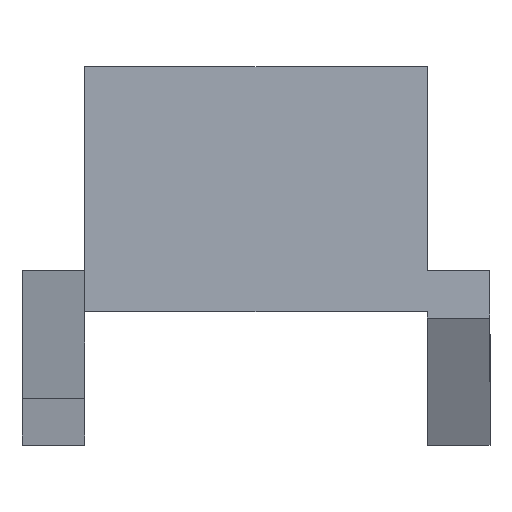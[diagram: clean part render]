
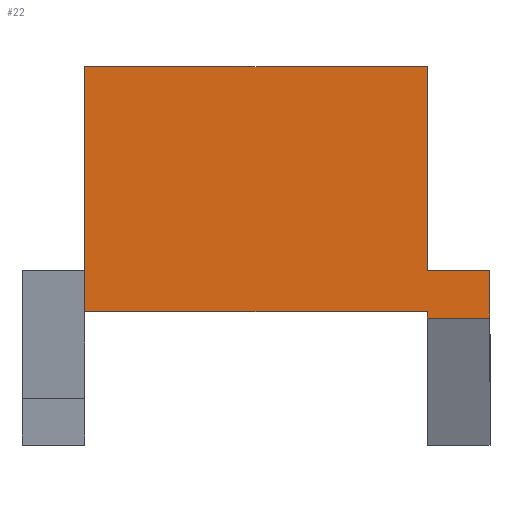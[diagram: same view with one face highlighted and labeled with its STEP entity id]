
A CAD part, left-side view. The second image highlights one B-rep face of the part: STEP entity #22.
In plain terms, the highlighted planar face has unit normal (-1, 0, 0).
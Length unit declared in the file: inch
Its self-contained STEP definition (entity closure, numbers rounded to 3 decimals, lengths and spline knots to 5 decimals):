
#22 = ADVANCED_FACE ( 'NONE', ( #50 ), #360, .T. ) ;
#50 = FACE_OUTER_BOUND ( 'NONE', #612, .T. ) ;
#61 = ORIENTED_EDGE ( 'NONE', *, *, #651, .T. ) ;
#66 = ORIENTED_EDGE ( 'NONE', *, *, #690, .F. ) ;
#67 = ORIENTED_EDGE ( 'NONE', *, *, #674, .F. ) ;
#74 = ORIENTED_EDGE ( 'NONE', *, *, #740, .F. ) ;
#84 = ORIENTED_EDGE ( 'NONE', *, *, #653, .T. ) ;
#88 = ORIENTED_EDGE ( 'NONE', *, *, #686, .F. ) ;
#93 = ORIENTED_EDGE ( 'NONE', *, *, #687, .T. ) ;
#181 = ORIENTED_EDGE ( 'NONE', *, *, #703, .T. ) ;
#214 = LINE ( 'NONE', #555, #215 ) ;
#215 = VECTOR ( 'NONE', #556, 39.37008 ) ;
#255 = VERTEX_POINT ( 'NONE', #384 ) ;
#256 = VERTEX_POINT ( 'NONE', #380 ) ;
#257 = VERTEX_POINT ( 'NONE', #385 ) ;
#258 = VERTEX_POINT ( 'NONE', #386 ) ;
#259 = VERTEX_POINT ( 'NONE', #387 ) ;
#267 = VERTEX_POINT ( 'NONE', #395 ) ;
#270 = VERTEX_POINT ( 'NONE', #398 ) ;
#272 = VERTEX_POINT ( 'NONE', #400 ) ;
#355 = CARTESIAN_POINT ( 'NONE',  ( -0.53125, 0.21875, -0.3125 ) ) ;
#360 = PLANE ( 'NONE',  #732 ) ;
#365 = DIRECTION ( 'NONE',  ( -1., 0., 0. ) ) ;
#366 = DIRECTION ( 'NONE',  ( 0., -1., 0. ) ) ;
#380 = CARTESIAN_POINT ( 'NONE',  ( -0.53125, 0.21875, -0.3125 ) ) ;
#384 = CARTESIAN_POINT ( 'NONE',  ( -0.53125, -0.21875, 0. ) ) ;
#385 = CARTESIAN_POINT ( 'NONE',  ( -0.53125, -0.21875, -0.3125 ) ) ;
#386 = CARTESIAN_POINT ( 'NONE',  ( -0.53125, -0.21875, -0.32063 ) ) ;
#387 = CARTESIAN_POINT ( 'NONE',  ( -0.53125, -0.29875, -0.32063 ) ) ;
#395 = CARTESIAN_POINT ( 'NONE',  ( -0.53125, 0.21875, 0. ) ) ;
#398 = CARTESIAN_POINT ( 'NONE',  ( -0.53125, -0.21875, -0.26 ) ) ;
#400 = CARTESIAN_POINT ( 'NONE',  ( -0.53125, -0.29875, -0.26 ) ) ;
#421 = CARTESIAN_POINT ( 'NONE',  ( -0.53125, -0.21875, -0.32063 ) ) ;
#427 = DIRECTION ( 'NONE',  ( 0., 0., -1. ) ) ;
#428 = CARTESIAN_POINT ( 'NONE',  ( -0.53125, 0.21875, -0.3125 ) ) ;
#431 = DIRECTION ( 'NONE',  ( 0., -1., 0. ) ) ;
#471 = CARTESIAN_POINT ( 'NONE',  ( -0.53125, 0.21875, -0.3125 ) ) ;
#472 = DIRECTION ( 'NONE',  ( 0., 0., 1. ) ) ;
#493 = CARTESIAN_POINT ( 'NONE',  ( -0.53125, -0.29875, -0.32063 ) ) ;
#497 = DIRECTION ( 'NONE',  ( 0., 0., -1. ) ) ;
#498 = CARTESIAN_POINT ( 'NONE',  ( -0.53125, -0.29875, -0.26 ) ) ;
#499 = DIRECTION ( 'NONE',  ( 0., 1., 0. ) ) ;
#505 = CARTESIAN_POINT ( 'NONE',  ( -0.53125, -0.29875, -0.32063 ) ) ;
#506 = DIRECTION ( 'NONE',  ( 0., 1., 0. ) ) ;
#533 = CARTESIAN_POINT ( 'NONE',  ( -0.53125, -0.21875, -0.3125 ) ) ;
#534 = DIRECTION ( 'NONE',  ( 0., 0., 1. ) ) ;
#555 = CARTESIAN_POINT ( 'NONE',  ( -0.53125, 0.21875, 0. ) ) ;
#556 = DIRECTION ( 'NONE',  ( 0., -1., 0. ) ) ;
#593 = LINE ( 'NONE', #471, #594 ) ;
#594 = VECTOR ( 'NONE', #472, 39.37008 ) ;
#601 = LINE ( 'NONE', #493, #800 ) ;
#612 = EDGE_LOOP ( 'NONE', ( #74, #67, #84, #61, #66, #88, #93, #181 ) ) ;
#635 = LINE ( 'NONE', #533, #636 ) ;
#636 = VECTOR ( 'NONE', #534, 39.37008 ) ;
#651 = EDGE_CURVE ( 'NONE', #257, #258, #817, .T. ) ;
#653 = EDGE_CURVE ( 'NONE', #256, #257, #815, .T. ) ;
#674 = EDGE_CURVE ( 'NONE', #256, #267, #593, .T. ) ;
#686 = EDGE_CURVE ( 'NONE', #272, #259, #601, .T. ) ;
#687 = EDGE_CURVE ( 'NONE', #272, #270, #802, .T. ) ;
#690 = EDGE_CURVE ( 'NONE', #259, #258, #799, .T. ) ;
#703 = EDGE_CURVE ( 'NONE', #270, #255, #635, .T. ) ;
#732 = AXIS2_PLACEMENT_3D ( 'NONE', #355, #365, #366 ) ;
#740 = EDGE_CURVE ( 'NONE', #267, #255, #214, .T. ) ;
#793 = VECTOR ( 'NONE', #506, 39.37008 ) ;
#799 = LINE ( 'NONE', #505, #793 ) ;
#800 = VECTOR ( 'NONE', #497, 39.37008 ) ;
#802 = LINE ( 'NONE', #498, #803 ) ;
#803 = VECTOR ( 'NONE', #499, 39.37008 ) ;
#814 = VECTOR ( 'NONE', #427, 39.37008 ) ;
#815 = LINE ( 'NONE', #428, #821 ) ;
#817 = LINE ( 'NONE', #421, #814 ) ;
#821 = VECTOR ( 'NONE', #431, 39.37008 ) ;
